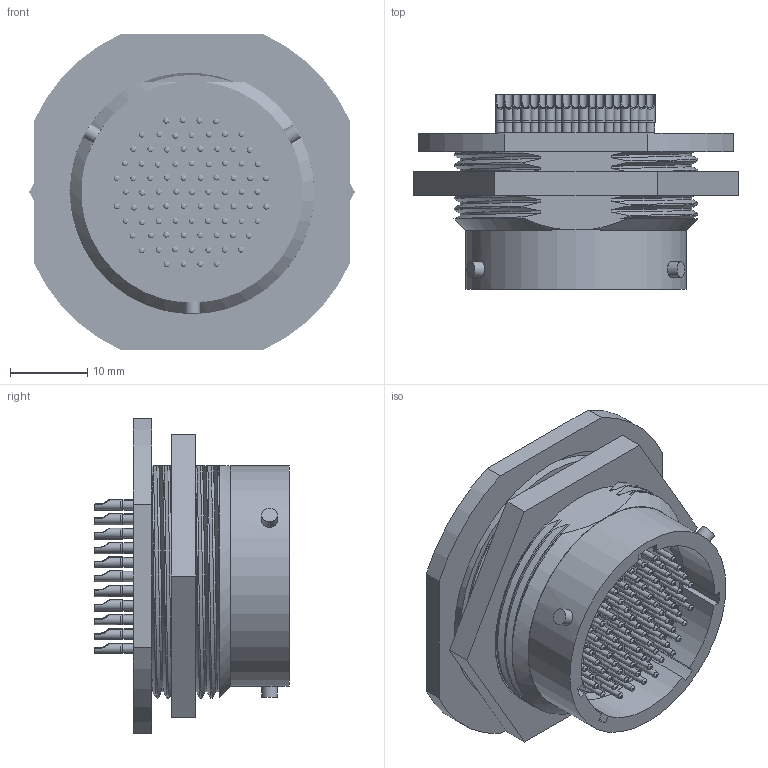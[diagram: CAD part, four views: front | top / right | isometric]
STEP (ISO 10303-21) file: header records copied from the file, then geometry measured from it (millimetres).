
FILE_DESCRIPTION(/* description */ (''),/* implementation_level */ '2;1');
FILE_NAME(/* name */ '1006361.step',/* time_stamp */ '2023-02-24T13:48:37-06:00',/* author */ (''),/* organization */ (''),/* preprocessor_version */ 'ST-DEVELOPER v19.2',/* originating_system */ 'Autodesk Translation Framework v11.17.0.187',/* authorisation */ '');
FILE_SCHEMA (('AUTOMOTIVE_DESIGN { 1 0 10303 214 3 1 1 }'));
Length unit declared in the file: inch
Products named in the file (2): 1006361; Pin
Assembly tree (85 placements, depth 2):
  1006361
    Pin  x85
Bounding box: 42.18 x 25.19 x 40.87 mm (x, y, z)
Volume: 14047.4 mm3; surface area: 20544 mm2
Topology: 89 solids, 89 shells, 1384 faces, 2997 edges, 1970 vertices
Faces by surface type: cylinder 641, plane 465, bspline 187, cone 91
Full cylindrical faces by diameter (mm): 0.762 x255, 1.016 x85, 1.219 x85, 1.27 x170, 2.032 x3, 21.717 x1, 24.917 x2, 26.899 x1, 28.575 x1, 30.328 x1, 31.75 x2, 32.918 x1, 35.331 x1
Entity records: 17476 total; most frequent: CARTESIAN_POINT 5232, DIRECTION 2615, ORIENTED_EDGE 2128, AXIS2_PLACEMENT_3D 1114, EDGE_CURVE 1064, EDGE_LOOP 900, VERTEX_POINT 710, CIRCLE 585
